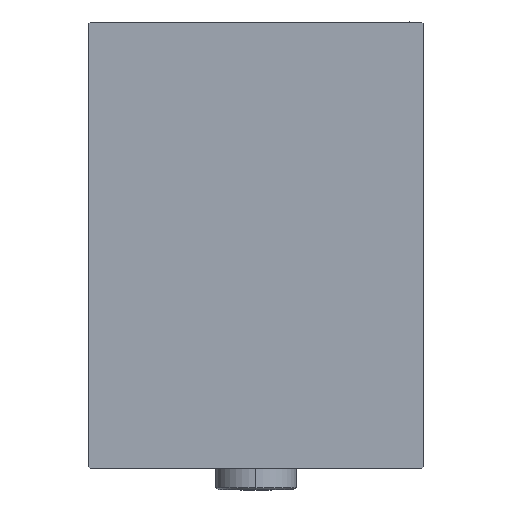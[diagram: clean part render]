
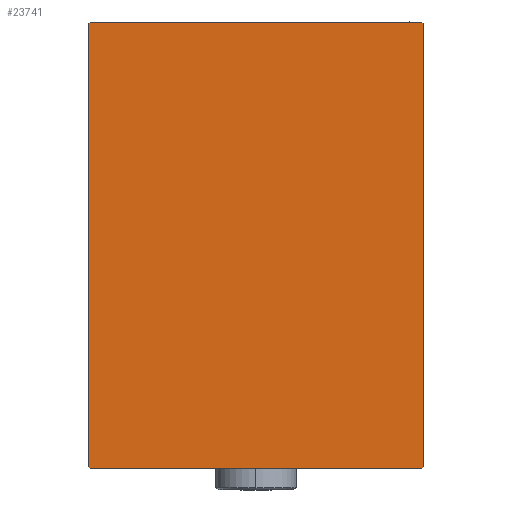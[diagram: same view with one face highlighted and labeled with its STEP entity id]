
A CAD part, left-side view. The second image highlights one B-rep face of the part: STEP entity #23741.
In plain terms, the highlighted face is planar.
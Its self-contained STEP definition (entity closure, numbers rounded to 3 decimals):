
#306 = EDGE_CURVE ( 'NONE', #20227, #14998, #31884, .T. ) ;
#588 = ORIENTED_EDGE ( 'NONE', *, *, #306, .T. ) ;
#683 = DIRECTION ( 'NONE',  ( 0., 0.707, -0.707 ) ) ;
#2234 = VECTOR ( 'NONE', #15663, 1000. ) ;
#2689 = CARTESIAN_POINT ( 'NONE',  ( 153., 43.6, 43.6 ) ) ;
#3152 = EDGE_CURVE ( 'NONE', #14998, #6036, #39670, .T. ) ;
#4528 = AXIS2_PLACEMENT_3D ( 'NONE', #42940, #23447, #40465 ) ;
#4756 = DIRECTION ( 'NONE',  ( 0., 1., 0. ) ) ;
#5418 = LINE ( 'NONE', #28215, #24782 ) ;
#6036 = VERTEX_POINT ( 'NONE', #33802 ) ;
#8671 = CARTESIAN_POINT ( 'NONE',  ( 153., 37.5, -49.7 ) ) ;
#8801 = LINE ( 'NONE', #22301, #2234 ) ;
#10333 = DIRECTION ( 'NONE',  ( 0., 0., -1. ) ) ;
#10689 = VERTEX_POINT ( 'NONE', #8671 ) ;
#10775 = VERTEX_POINT ( 'NONE', #32783 ) ;
#11293 = VERTEX_POINT ( 'NONE', #31462 ) ;
#12547 = EDGE_CURVE ( 'NONE', #10775, #16255, #5418, .T. ) ;
#14998 = VERTEX_POINT ( 'NONE', #33172 ) ;
#15287 = VECTOR ( 'NONE', #17954, 1000. ) ;
#15663 = DIRECTION ( 'NONE',  ( 0., 0.707, 0.707 ) ) ;
#15873 = EDGE_CURVE ( 'NONE', #16255, #10689, #8801, .T. ) ;
#16255 = VERTEX_POINT ( 'NONE', #40296 ) ;
#17204 = ORIENTED_EDGE ( 'NONE', *, *, #15873, .T. ) ;
#17521 = CARTESIAN_POINT ( 'NONE',  ( 153., -43.6, -43.6 ) ) ;
#17951 = VECTOR ( 'NONE', #38469, 1000. ) ;
#17954 = DIRECTION ( 'NONE',  ( 0., -1., 0. ) ) ;
#19126 = CARTESIAN_POINT ( 'NONE',  ( 153., -43.6, 43.6 ) ) ;
#19500 = PLANE ( 'NONE',  #4528 ) ;
#19560 = DIRECTION ( 'NONE',  ( 0., -0.707, -0.707 ) ) ;
#20227 = VERTEX_POINT ( 'NONE', #25939 ) ;
#21056 = LINE ( 'NONE', #17521, #35712 ) ;
#22301 = CARTESIAN_POINT ( 'NONE',  ( 153., 43.6, -43.6 ) ) ;
#23234 = FACE_OUTER_BOUND ( 'NONE', #40912, .T. ) ;
#23447 = DIRECTION ( 'NONE',  ( 1., 0., 0. ) ) ;
#23741 = ADVANCED_FACE ( 'NONE', ( #23234 ), #19500, .T. ) ;
#23977 = CARTESIAN_POINT ( 'NONE',  ( 153., 37.5, 50. ) ) ;
#24306 = LINE ( 'NONE', #30720, #17951 ) ;
#24782 = VECTOR ( 'NONE', #4756, 1000. ) ;
#25939 = CARTESIAN_POINT ( 'NONE',  ( 153., 37.2, 50. ) ) ;
#26027 = ORIENTED_EDGE ( 'NONE', *, *, #37695, .T. ) ;
#27169 = LINE ( 'NONE', #40642, #29423 ) ;
#27350 = CARTESIAN_POINT ( 'NONE',  ( 153., 37.5, 49.7 ) ) ;
#27980 = EDGE_CURVE ( 'NONE', #10689, #36279, #24306, .T. ) ;
#28215 = CARTESIAN_POINT ( 'NONE',  ( 153., -37.5, -50. ) ) ;
#29423 = VECTOR ( 'NONE', #10333, 1000. ) ;
#29467 = LINE ( 'NONE', #2689, #43656 ) ;
#30720 = CARTESIAN_POINT ( 'NONE',  ( 153., 37.5, -50. ) ) ;
#30972 = EDGE_CURVE ( 'NONE', #11293, #10775, #21056, .T. ) ;
#31462 = CARTESIAN_POINT ( 'NONE',  ( 153., -37.5, -49.7 ) ) ;
#31884 = LINE ( 'NONE', #23977, #15287 ) ;
#32782 = DIRECTION ( 'NONE',  ( 0., -0.707, 0.707 ) ) ;
#32783 = CARTESIAN_POINT ( 'NONE',  ( 153., -37.2, -50. ) ) ;
#33172 = CARTESIAN_POINT ( 'NONE',  ( 153., -37.2, 50. ) ) ;
#33385 = ORIENTED_EDGE ( 'NONE', *, *, #12547, .T. ) ;
#33741 = EDGE_CURVE ( 'NONE', #6036, #11293, #27169, .T. ) ;
#33802 = CARTESIAN_POINT ( 'NONE',  ( 153., -37.5, 49.7 ) ) ;
#35712 = VECTOR ( 'NONE', #683, 1000. ) ;
#36279 = VERTEX_POINT ( 'NONE', #27350 ) ;
#37228 = VECTOR ( 'NONE', #19560, 1000. ) ;
#37695 = EDGE_CURVE ( 'NONE', #36279, #20227, #29467, .T. ) ;
#37787 = ORIENTED_EDGE ( 'NONE', *, *, #27980, .T. ) ;
#38469 = DIRECTION ( 'NONE',  ( 0., 0., 1. ) ) ;
#39373 = ORIENTED_EDGE ( 'NONE', *, *, #30972, .T. ) ;
#39670 = LINE ( 'NONE', #19126, #37228 ) ;
#40296 = CARTESIAN_POINT ( 'NONE',  ( 153., 37.2, -50. ) ) ;
#40465 = DIRECTION ( 'NONE',  ( 0., 0., -1. ) ) ;
#40642 = CARTESIAN_POINT ( 'NONE',  ( 153., -37.5, 50. ) ) ;
#40912 = EDGE_LOOP ( 'NONE', ( #33385, #17204, #37787, #26027, #588, #43091, #41651, #39373 ) ) ;
#41651 = ORIENTED_EDGE ( 'NONE', *, *, #33741, .T. ) ;
#42940 = CARTESIAN_POINT ( 'NONE',  ( 153., 0., 0. ) ) ;
#43091 = ORIENTED_EDGE ( 'NONE', *, *, #3152, .T. ) ;
#43656 = VECTOR ( 'NONE', #32782, 1000. ) ;
